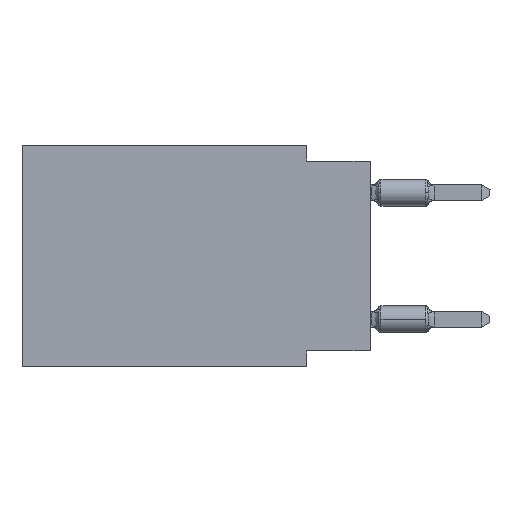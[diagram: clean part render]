
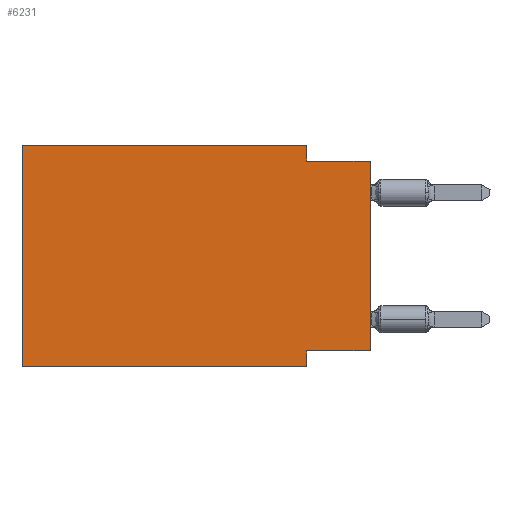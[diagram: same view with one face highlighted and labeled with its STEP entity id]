
A CAD part, left-side view. The second image highlights one B-rep face of the part: STEP entity #6231.
In plain terms, the highlighted planar face has unit normal (-1, 0, 0).
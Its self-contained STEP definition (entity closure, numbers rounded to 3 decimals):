
#1272 = CARTESIAN_POINT ( 'NONE',  ( 0., 0., -8.255 ) ) ;
#1519 = CARTESIAN_POINT ( 'NONE',  ( 0., 13.97, 0. ) ) ;
#2541 = DIRECTION ( 'NONE',  ( 0., 0., -1. ) ) ;
#2795 = ORIENTED_EDGE ( 'NONE', *, *, #37591, .F. ) ;
#5262 = EDGE_CURVE ( 'NONE', #12092, #16735, #39537, .T. ) ;
#5535 = DIRECTION ( 'NONE',  ( 1., 0., 0. ) ) ;
#6231 = ADVANCED_FACE ( 'NONE', ( #19500 ), #33905, .F. ) ;
#7618 = DIRECTION ( 'NONE',  ( 0., -1., 0. ) ) ;
#8214 = VECTOR ( 'NONE', #15229, 1000. ) ;
#8443 = CARTESIAN_POINT ( 'NONE',  ( 0., 2.54, 0. ) ) ;
#8537 = EDGE_LOOP ( 'NONE', ( #40134, #2795, #32309, #33592, #39774, #12516, #17879, #23617 ) ) ;
#8949 = CARTESIAN_POINT ( 'NONE',  ( 0., 2.54, 0. ) ) ;
#9053 = DIRECTION ( 'NONE',  ( 0., 1., 0. ) ) ;
#12008 = EDGE_CURVE ( 'NONE', #40058, #12092, #38799, .T. ) ;
#12092 = VERTEX_POINT ( 'NONE', #18439 ) ;
#12516 = ORIENTED_EDGE ( 'NONE', *, *, #33451, .T. ) ;
#12608 = VERTEX_POINT ( 'NONE', #42461 ) ;
#13733 = CARTESIAN_POINT ( 'NONE',  ( 0., 13.97, 0. ) ) ;
#13856 = VECTOR ( 'NONE', #2541, 1000. ) ;
#14241 = CARTESIAN_POINT ( 'NONE',  ( 0., 2.54, -8.89 ) ) ;
#14275 = LINE ( 'NONE', #40021, #41602 ) ;
#15229 = DIRECTION ( 'NONE',  ( 0., -1., 0. ) ) ;
#16338 = EDGE_CURVE ( 'NONE', #20633, #45676, #20097, .T. ) ;
#16735 = VERTEX_POINT ( 'NONE', #8443 ) ;
#17879 = ORIENTED_EDGE ( 'NONE', *, *, #16338, .F. ) ;
#18042 = AXIS2_PLACEMENT_3D ( 'NONE', #1519, #5535, #19970 ) ;
#18439 = CARTESIAN_POINT ( 'NONE',  ( 0., 13.97, 0. ) ) ;
#19041 = CARTESIAN_POINT ( 'NONE',  ( 0., 0., 0. ) ) ;
#19500 = FACE_OUTER_BOUND ( 'NONE', #8537, .T. ) ;
#19970 = DIRECTION ( 'NONE',  ( 0., 0., -1. ) ) ;
#20097 = LINE ( 'NONE', #41148, #43245 ) ;
#20633 = VERTEX_POINT ( 'NONE', #42971 ) ;
#22930 = DIRECTION ( 'NONE',  ( 0., 0., -1. ) ) ;
#23216 = VECTOR ( 'NONE', #40569, 1000. ) ;
#23617 = ORIENTED_EDGE ( 'NONE', *, *, #41966, .F. ) ;
#27151 = LINE ( 'NONE', #8949, #13856 ) ;
#29616 = CARTESIAN_POINT ( 'NONE',  ( 0., 2.54, -0.635 ) ) ;
#32309 = ORIENTED_EDGE ( 'NONE', *, *, #40652, .F. ) ;
#32657 = CARTESIAN_POINT ( 'NONE',  ( 0., 13.97, 0. ) ) ;
#32718 = CARTESIAN_POINT ( 'NONE',  ( 0., 13.97, -8.89 ) ) ;
#33451 = EDGE_CURVE ( 'NONE', #40058, #45676, #40759, .T. ) ;
#33592 = ORIENTED_EDGE ( 'NONE', *, *, #5262, .F. ) ;
#33905 = PLANE ( 'NONE',  #18042 ) ;
#34217 = VECTOR ( 'NONE', #9053, 1000. ) ;
#34556 = EDGE_CURVE ( 'NONE', #12608, #44680, #37244, .T. ) ;
#34698 = CARTESIAN_POINT ( 'NONE',  ( 0., 0., -0.635 ) ) ;
#35645 = VERTEX_POINT ( 'NONE', #29616 ) ;
#37244 = LINE ( 'NONE', #19041, #23216 ) ;
#37591 = EDGE_CURVE ( 'NONE', #35645, #44680, #14275, .T. ) ;
#38799 = LINE ( 'NONE', #13733, #41010 ) ;
#39537 = LINE ( 'NONE', #32657, #40559 ) ;
#39774 = ORIENTED_EDGE ( 'NONE', *, *, #12008, .F. ) ;
#39775 = DIRECTION ( 'NONE',  ( 0., -1., 0. ) ) ;
#40021 = CARTESIAN_POINT ( 'NONE',  ( 0., 0., -0.635 ) ) ;
#40058 = VERTEX_POINT ( 'NONE', #42680 ) ;
#40134 = ORIENTED_EDGE ( 'NONE', *, *, #34556, .T. ) ;
#40515 = LINE ( 'NONE', #1272, #34217 ) ;
#40559 = VECTOR ( 'NONE', #39775, 1000. ) ;
#40569 = DIRECTION ( 'NONE',  ( 0., 0., 1. ) ) ;
#40652 = EDGE_CURVE ( 'NONE', #16735, #35645, #27151, .T. ) ;
#40759 = LINE ( 'NONE', #32718, #8214 ) ;
#41010 = VECTOR ( 'NONE', #42576, 1000. ) ;
#41148 = CARTESIAN_POINT ( 'NONE',  ( 0., 2.54, -8.89 ) ) ;
#41602 = VECTOR ( 'NONE', #7618, 1000. ) ;
#41966 = EDGE_CURVE ( 'NONE', #12608, #20633, #40515, .T. ) ;
#42461 = CARTESIAN_POINT ( 'NONE',  ( 0., 0., -8.255 ) ) ;
#42576 = DIRECTION ( 'NONE',  ( 0., 0., 1. ) ) ;
#42680 = CARTESIAN_POINT ( 'NONE',  ( 0., 13.97, -8.89 ) ) ;
#42971 = CARTESIAN_POINT ( 'NONE',  ( 0., 2.54, -8.255 ) ) ;
#43245 = VECTOR ( 'NONE', #22930, 1000. ) ;
#44680 = VERTEX_POINT ( 'NONE', #34698 ) ;
#45676 = VERTEX_POINT ( 'NONE', #14241 ) ;
